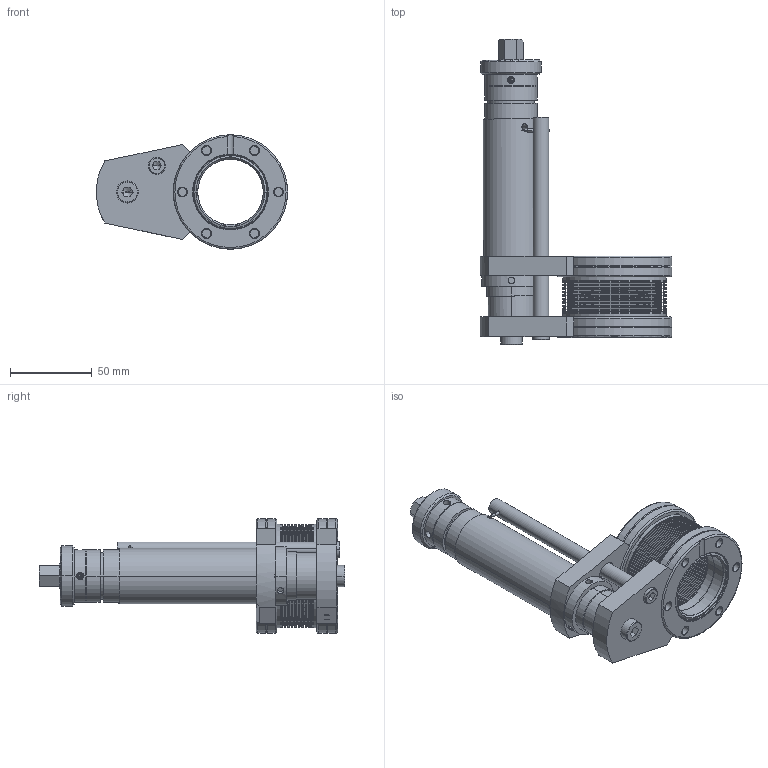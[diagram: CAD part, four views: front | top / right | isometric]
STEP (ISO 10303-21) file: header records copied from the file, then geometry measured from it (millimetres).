
FILE_DESCRIPTION((''),'2;1');
FILE_NAME('D0301_ASM','2015-01-19T',('keith.feeley'),(''),'CREO PARAMETRIC BY PTC INC, 2014440','CREO PARAMETRIC BY PTC INC, 2014440','');
FILE_SCHEMA(('CONFIG_CONTROL_DESIGN'));
Length unit declared in the file: millimetre
Products named in the file (30): D6624; D6625_AF0; D6602_ASM; D6611; XBEL23_BELLOWS_LTM75; D0307_ASM; D6624_AF0; D6627_AF0; D6623_ASM; D0304; D6620; D0306_AF0; D6621_AF1; D6609_AF0; D6621_AF0; D0305_ASM; D0303; D6629; D0310_ASM; LBEA37A; D0308; XCIQ026; D0311; XSCC0825; XSCC0616; D6614; XSCS0406; XSCS0304; XSCC0420; D0301_ASM
Assembly tree (31 placements, depth 3):
  D0301_ASM
    D6602_ASM
      D6624
      D6625_AF0
    D0307_ASM
      D6611  x2
      XBEL23_BELLOWS_LTM75
    D6623_ASM
      D6624_AF0
      D6627_AF0
    D0304
    D6620
    D0305_ASM
      D0306_AF0
      D6621_AF1
      D6609_AF0
      D6621_AF0
    D0310_ASM
      D0303
      D6629
    LBEA37A
    D0308
    XCIQ026
    D0311
    XSCC0825
    XSCC0616
    D6614
    XSCS0406  x2
    XSCS0304
    XSCC0420
Bounding box: 116.93 x 186.66 x 69.9 mm (x, y, z)
Volume: 264239 mm3; surface area: 243628.3 mm2
Topology: 26 solids, 57 shells, 851 faces, 1919 edges, 1155 vertices
Faces by surface type: cylinder 319, cone 298, plane 198, torus 36
Entity records: 25168 total; most frequent: CARTESIAN_POINT 5845, DIRECTION 4490, ORIENTED_EDGE 3442, AXIS2_PLACEMENT_3D 1879, EDGE_CURVE 1789, VERTEX_POINT 1090, CIRCLE 972, EDGE_LOOP 939
